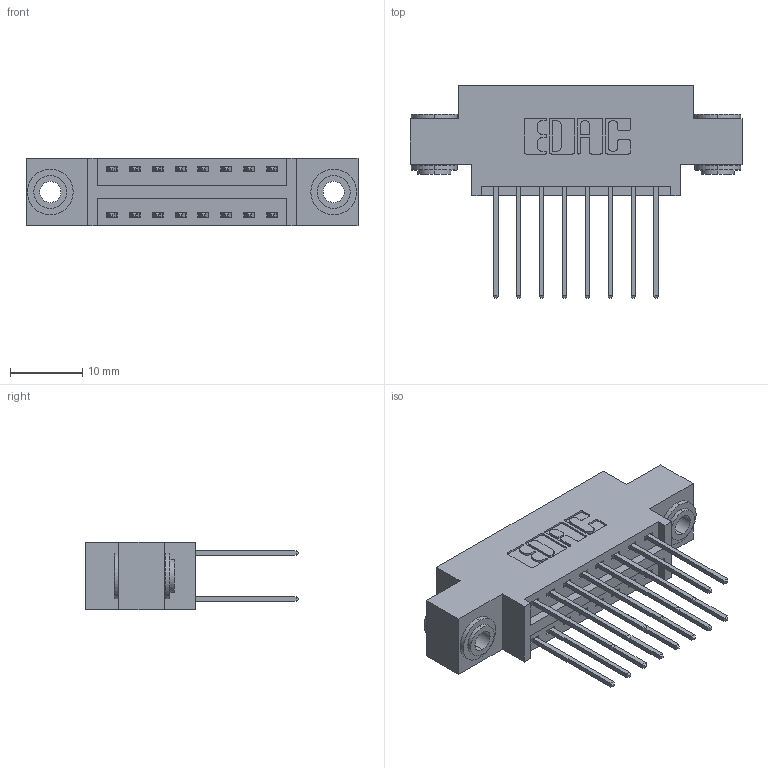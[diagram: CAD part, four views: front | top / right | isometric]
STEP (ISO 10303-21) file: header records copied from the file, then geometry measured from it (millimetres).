
FILE_DESCRIPTION (( 'STEP AP203' ), '1' );
FILE_NAME ('396-016-540-803.STEP', '2018-08-31T23:23:35', ( '' ), ( '' ), 'SwSTEP 2.0', 'SolidWorks 2016', '' );
FILE_SCHEMA (( 'CONFIG_CONTROL_DESIGN' ));
Length unit declared in the file: inch
Products named in the file (4): 345-292-001_345-293-140; 345-250-002_345-250-002-102; 396-016-540-803; 346 Part_0.170 Offset - 0.156 Dia-TH
Assembly tree (19 placements, depth 2):
  396-016-540-803
    346 Part_0.170 Offset - 0.156 Dia-TH
    345-292-001_345-293-140  x16
    345-250-002_345-250-002-102  x2
Bounding box: 45.97 x 29.46 x 9.4 mm (x, y, z)
Volume: 4144.4 mm3; surface area: 5843.1 mm2
Topology: 19 solids, 19 shells, 996 faces, 2897 edges, 1906 vertices
Faces by surface type: plane 650, cylinder 338, cone 8
Entity records: 10598 total; most frequent: CARTESIAN_POINT 1771, ORIENTED_EDGE 1698, DIRECTION 1643, EDGE_CURVE 849, VECTOR 661, LINE 661, VERTEX_POINT 562, AXIS2_PLACEMENT_3D 491
